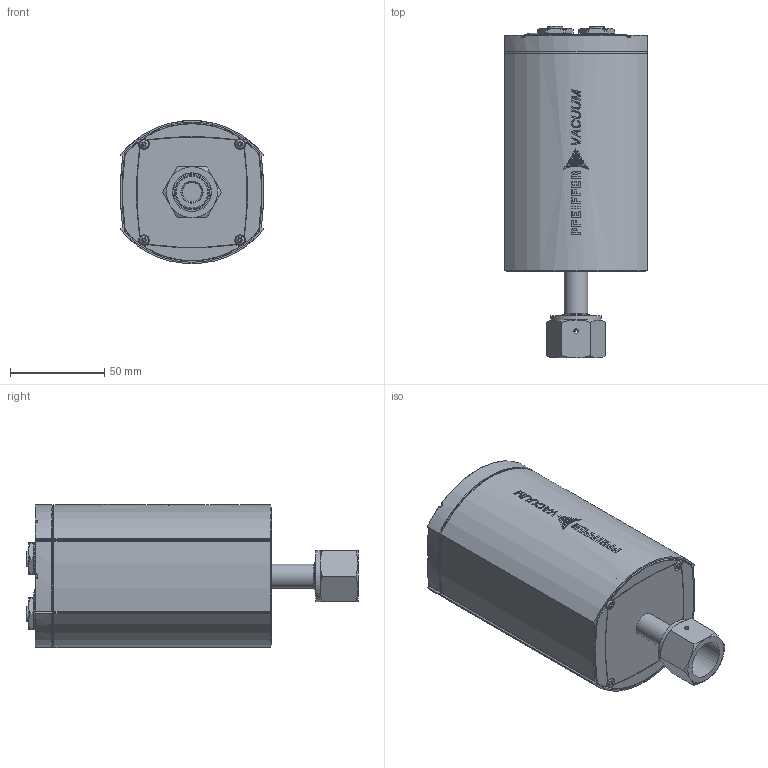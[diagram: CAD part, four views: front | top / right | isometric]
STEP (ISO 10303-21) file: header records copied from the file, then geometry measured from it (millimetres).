
FILE_DESCRIPTION(/* description */ (''),/* implementation_level */ '2;1');
FILE_NAME(/* name */ 'CCT 3xx EC 8-VCR.stp',/* time_stamp */ '2023-10-23T10:54:07+02:00',/* author */ ('quen001'),/* organization */ (''),/* preprocessor_version */ 'ST-DEVELOPER v18.1',/* originating_system */ 'Autodesk Inventor 2021',/* authorisation */ '');
FILE_SCHEMA (('AUTOMOTIVE_DESIGN { 1 0 10303 214 3 1 1 }'));
Products named in the file (1): CCT 3xx EC 8-VCR
Bounding box: 76 x 176.18 x 75.89 mm (x, y, z)
Volume: 156769.2 mm3; surface area: 110514.6 mm2
Topology: 1 solids, 12 shells, 4514 faces, 11904 edges, 7537 vertices
Faces by surface type: plane 2057, cylinder 997, bspline 869, torus 316, cone 174, sphere 101
Full cylindrical faces by diameter (mm): 1.1 x5, 1.5 x4, 1.7 x5, 1.763 x1, 2.013 x8, 2.286 x2, 2.5 x5, 2.6 x5, 2.8 x10, 3 x1, 3.4 x5, 3.5 x7, 3.8 x2, 4 x8, 4.2 x1, 5.4 x6, 5.5 x7, 6.3 x7, 7.5 x1, 8 x1, 8.2 x4, 9 x1, 10.16 x1, 11.1 x3, 11.2 x3, 11.95 x5, 12.7 x5, 12.918 x2, 14 x5, 14.46 x1
Entity records: 157601 total; most frequent: CARTESIAN_POINT 45812, ORIENTED_EDGE 23744, DIRECTION 20908, EDGE_CURVE 11872, VERTEX_POINT 7537, AXIS2_PLACEMENT_3D 7268, LINE 6372, VECTOR 6372
